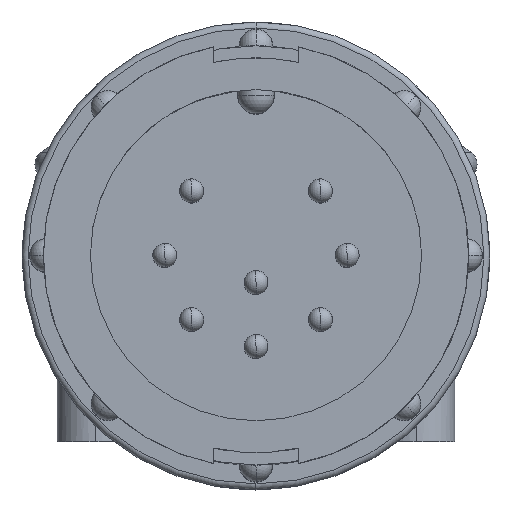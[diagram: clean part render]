
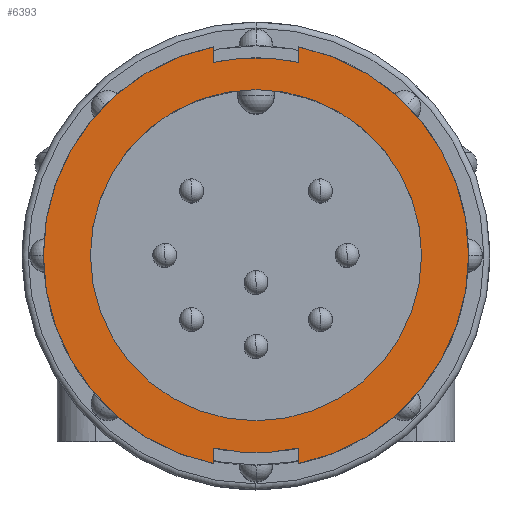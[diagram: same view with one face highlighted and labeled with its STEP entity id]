
A CAD part, top view. The second image highlights one B-rep face of the part: STEP entity #6393.
In plain terms, the highlighted planar face has unit normal (0, 0, 1).
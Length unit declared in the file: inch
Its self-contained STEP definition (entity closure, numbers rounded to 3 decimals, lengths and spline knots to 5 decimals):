
#95 = CARTESIAN_POINT ( 'NONE',  ( 0., 0., 0. ) ) ;
#647 = CARTESIAN_POINT ( 'NONE',  ( 0., 0., 0. ) ) ;
#691 = EDGE_CURVE ( 'NONE', #10510, #1119, #9532, .T. ) ;
#757 = AXIS2_PLACEMENT_3D ( 'NONE', #11626, #12681, #6657 ) ;
#772 = AXIS2_PLACEMENT_3D ( 'NONE', #647, #7686, #1668 ) ;
#780 = FACE_OUTER_BOUND ( 'NONE', #8550, .T. ) ;
#956 = VERTEX_POINT ( 'NONE', #3275 ) ;
#987 = VERTEX_POINT ( 'NONE', #5466 ) ;
#1089 = DIRECTION ( 'NONE',  ( 1., 0., 0. ) ) ;
#1119 = VERTEX_POINT ( 'NONE', #10519 ) ;
#1156 = EDGE_LOOP ( 'NONE', ( #7259, #7481 ) ) ;
#1497 = VERTEX_POINT ( 'NONE', #9610 ) ;
#1498 = CARTESIAN_POINT ( 'NONE',  ( 0., 0., 0. ) ) ;
#1668 = DIRECTION ( 'NONE',  ( 1., 0., 0. ) ) ;
#1861 = EDGE_CURVE ( 'NONE', #1497, #12705, #8420, .T. ) ;
#1996 = CARTESIAN_POINT ( 'NONE',  ( 0.07, -0.30841, 0. ) ) ;
#2033 = ORIENTED_EDGE ( 'NONE', *, *, #7044, .T. ) ;
#2048 = LINE ( 'NONE', #1996, #12399 ) ;
#2142 = VECTOR ( 'NONE', #9727, 39.37008 ) ;
#2345 = VERTEX_POINT ( 'NONE', #6209 ) ;
#2542 = DIRECTION ( 'NONE',  ( 1., 0., 0. ) ) ;
#2586 = ORIENTED_EDGE ( 'NONE', *, *, #691, .T. ) ;
#2666 = ORIENTED_EDGE ( 'NONE', *, *, #2800, .T. ) ;
#2800 = EDGE_CURVE ( 'NONE', #1119, #2345, #4174, .T. ) ;
#2860 = CARTESIAN_POINT ( 'NONE',  ( 0.07, 0.36841, 0. ) ) ;
#2922 = VERTEX_POINT ( 'NONE', #10329 ) ;
#3007 = DIRECTION ( 'NONE',  ( 0., -1., 0. ) ) ;
#3159 = EDGE_CURVE ( 'NONE', #2345, #1497, #9023, .T. ) ;
#3275 = CARTESIAN_POINT ( 'NONE',  ( 0.07, -0.34293, 0. ) ) ;
#3470 = FACE_BOUND ( 'NONE', #1156, .T. ) ;
#3522 = ORIENTED_EDGE ( 'NONE', *, *, #3159, .T. ) ;
#3701 = VERTEX_POINT ( 'NONE', #9421 ) ;
#3978 = CARTESIAN_POINT ( 'NONE',  ( -0.07, 0.30841, 0. ) ) ;
#4073 = DIRECTION ( 'NONE',  ( 0., 0., 1. ) ) ;
#4174 = CIRCLE ( 'NONE', #11243, 0.325 ) ;
#4236 = EDGE_CURVE ( 'NONE', #956, #10510, #8672, .T. ) ;
#4351 = CARTESIAN_POINT ( 'NONE',  ( -0.2725, 0., 0. ) ) ;
#4713 = DIRECTION ( 'NONE',  ( 0., 0., 1. ) ) ;
#4904 = ORIENTED_EDGE ( 'NONE', *, *, #8771, .T. ) ;
#5454 = DIRECTION ( 'NONE',  ( 0., 0., 1. ) ) ;
#5466 = CARTESIAN_POINT ( 'NONE',  ( -0.07, -0.31737, 0. ) ) ;
#5567 = DIRECTION ( 'NONE',  ( 0., 0., 1. ) ) ;
#6061 = ORIENTED_EDGE ( 'NONE', *, *, #9291, .T. ) ;
#6209 = CARTESIAN_POINT ( 'NONE',  ( -0.07, 0.31737, 0. ) ) ;
#6316 = VERTEX_POINT ( 'NONE', #9565 ) ;
#6336 = VECTOR ( 'NONE', #10979, 39.37008 ) ;
#6393 = ADVANCED_FACE ( 'NONE', ( #3470, #780 ), #11671, .F. ) ;
#6541 = VECTOR ( 'NONE', #12834, 39.37008 ) ;
#6657 = DIRECTION ( 'NONE',  ( -1., 0., 0. ) ) ;
#7026 = EDGE_CURVE ( 'NONE', #2922, #956, #2048, .T. ) ;
#7044 = EDGE_CURVE ( 'NONE', #12705, #3701, #10050, .T. ) ;
#7115 = DIRECTION ( 'NONE',  ( 0., 0., 1. ) ) ;
#7259 = ORIENTED_EDGE ( 'NONE', *, *, #12029, .F. ) ;
#7481 = ORIENTED_EDGE ( 'NONE', *, *, #8615, .F. ) ;
#7686 = DIRECTION ( 'NONE',  ( 0., 0., 1. ) ) ;
#7759 = ORIENTED_EDGE ( 'NONE', *, *, #1861, .T. ) ;
#7995 = VERTEX_POINT ( 'NONE', #4351 ) ;
#8336 = AXIS2_PLACEMENT_3D ( 'NONE', #10064, #4073, #11073 ) ;
#8420 = CIRCLE ( 'NONE', #12923, 0.35 ) ;
#8442 = AXIS2_PLACEMENT_3D ( 'NONE', #11462, #5454, #12467 ) ;
#8483 = ORIENTED_EDGE ( 'NONE', *, *, #4236, .T. ) ;
#8531 = DIRECTION ( 'NONE',  ( 0., 0., 1. ) ) ;
#8550 = EDGE_LOOP ( 'NONE', ( #8483, #2586, #2666, #3522, #7759, #2033, #6061, #4904, #10849 ) ) ;
#8615 = EDGE_CURVE ( 'NONE', #7995, #6316, #10154, .T. ) ;
#8672 = CIRCLE ( 'NONE', #10671, 0.35 ) ;
#8771 = EDGE_CURVE ( 'NONE', #987, #2922, #12186, .T. ) ;
#9023 = LINE ( 'NONE', #3978, #6336 ) ;
#9115 = CARTESIAN_POINT ( 'NONE',  ( 0.07, 0.34293, 0. ) ) ;
#9291 = EDGE_CURVE ( 'NONE', #3701, #987, #9832, .T. ) ;
#9421 = CARTESIAN_POINT ( 'NONE',  ( -0.07, -0.34293, 0. ) ) ;
#9532 = LINE ( 'NONE', #2860, #6541 ) ;
#9565 = CARTESIAN_POINT ( 'NONE',  ( 0.2725, 0., 0. ) ) ;
#9610 = CARTESIAN_POINT ( 'NONE',  ( -0.07, 0.34293, 0. ) ) ;
#9727 = DIRECTION ( 'NONE',  ( 0., 1., 0. ) ) ;
#9832 = LINE ( 'NONE', #11747, #2142 ) ;
#10050 = CIRCLE ( 'NONE', #8336, 0.35 ) ;
#10064 = CARTESIAN_POINT ( 'NONE',  ( 0., 0., 0. ) ) ;
#10154 = CIRCLE ( 'NONE', #8442, 0.2725 ) ;
#10329 = CARTESIAN_POINT ( 'NONE',  ( 0.07, -0.31737, 0. ) ) ;
#10405 = CIRCLE ( 'NONE', #12844, 0.2725 ) ;
#10510 = VERTEX_POINT ( 'NONE', #9115 ) ;
#10519 = CARTESIAN_POINT ( 'NONE',  ( 0.07, 0.31737, 0. ) ) ;
#10671 = AXIS2_PLACEMENT_3D ( 'NONE', #1498, #8531, #2542 ) ;
#10708 = CARTESIAN_POINT ( 'NONE',  ( 0., 0., 0. ) ) ;
#10849 = ORIENTED_EDGE ( 'NONE', *, *, #7026, .T. ) ;
#10979 = DIRECTION ( 'NONE',  ( 0., 1., 0. ) ) ;
#11073 = DIRECTION ( 'NONE',  ( 1., 0., 0. ) ) ;
#11243 = AXIS2_PLACEMENT_3D ( 'NONE', #95, #7115, #1089 ) ;
#11462 = CARTESIAN_POINT ( 'NONE',  ( 0., 0., 0. ) ) ;
#11581 = CARTESIAN_POINT ( 'NONE',  ( 0., 0., 0. ) ) ;
#11626 = CARTESIAN_POINT ( 'NONE',  ( 0., 0.2725, 0. ) ) ;
#11671 = PLANE ( 'NONE',  #757 ) ;
#11717 = DIRECTION ( 'NONE',  ( 1., 0., 0. ) ) ;
#11747 = CARTESIAN_POINT ( 'NONE',  ( -0.07, -0.36841, 0. ) ) ;
#11998 = CARTESIAN_POINT ( 'NONE',  ( -0.35, 0., 0. ) ) ;
#12029 = EDGE_CURVE ( 'NONE', #6316, #7995, #10405, .T. ) ;
#12186 = CIRCLE ( 'NONE', #772, 0.325 ) ;
#12399 = VECTOR ( 'NONE', #3007, 39.37008 ) ;
#12467 = DIRECTION ( 'NONE',  ( 1., 0., 0. ) ) ;
#12574 = DIRECTION ( 'NONE',  ( 1., 0., 0. ) ) ;
#12681 = DIRECTION ( 'NONE',  ( 0., 0., -1. ) ) ;
#12705 = VERTEX_POINT ( 'NONE', #11998 ) ;
#12834 = DIRECTION ( 'NONE',  ( 0., -1., 0. ) ) ;
#12844 = AXIS2_PLACEMENT_3D ( 'NONE', #10708, #4713, #11717 ) ;
#12923 = AXIS2_PLACEMENT_3D ( 'NONE', #11581, #5567, #12574 ) ;
